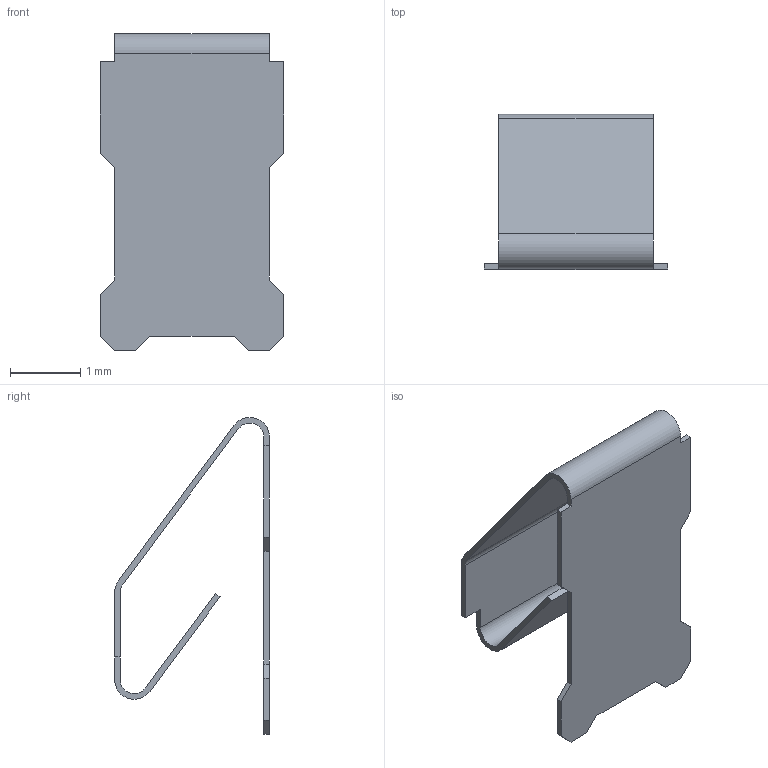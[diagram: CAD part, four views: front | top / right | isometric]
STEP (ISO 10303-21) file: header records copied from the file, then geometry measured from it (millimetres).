
FILE_DESCRIPTION((''),'2;1');
FILE_NAME('C-1674954-01-3','2007-10-10T',('workeradm'),('Tyco Electronics Corporation'),'PRO/ENGINEER BY PARAMETRIC TECHNOLOGY CORPORATION, 2005450','PRO/ENGINEER BY PARAMETRIC TECHNOLOGY CORPORATION, 2005450','');
FILE_SCHEMA(('CONFIG_CONTROL_DESIGN', 'GEOMETRIC_VALIDATION_PROPERTIES_MIM'));
Length unit declared in the file: millimetre
Products named in the file (1): C-1674954-01-3
Bounding box: 2.6 x 2.2 x 4.5 mm (x, y, z)
Volume: 1.9 mm3; surface area: 49.7 mm2
Topology: 1 solids, 1 shells, 40 faces, 114 edges, 76 vertices
Faces by surface type: plane 34, cylinder 6
Entity records: 1419 total; most frequent: CARTESIAN_POINT 231, ORIENTED_EDGE 228, DIRECTION 206, EDGE_CURVE 114, VECTOR 102, LINE 102, VERTEX_POINT 76, COLOUR_RGB 64
